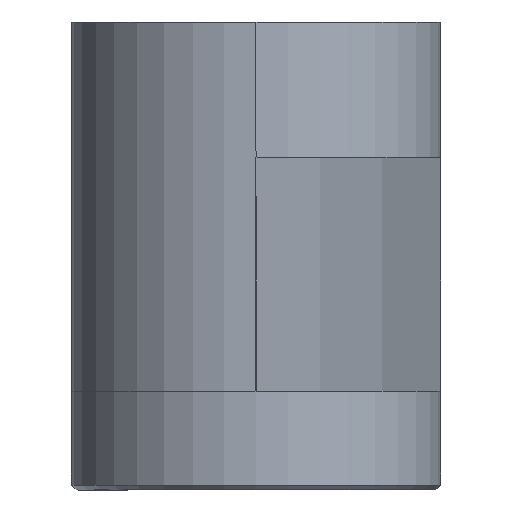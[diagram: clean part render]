
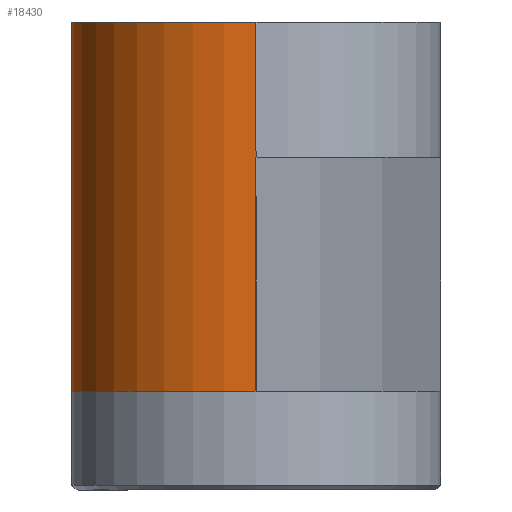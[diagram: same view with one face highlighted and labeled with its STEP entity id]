
A CAD part, left-side view. The second image highlights one B-rep face of the part: STEP entity #18430.
In plain terms, the highlighted cylindrical face has radius 7.5 mm (diameter 15 mm), a partial arc.
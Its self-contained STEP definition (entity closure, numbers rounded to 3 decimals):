
#18184 = PLANE('',#18185);
#18185 = AXIS2_PLACEMENT_3D('',#18186,#18187,#18188);
#18186 = CARTESIAN_POINT('',(75.39,14.5,0.61));
#18187 = DIRECTION('',(0.,1.,0.));
#18188 = DIRECTION('',(0.,0.,1.));
#18242 = VERTEX_POINT('',#18243);
#18243 = CARTESIAN_POINT('',(68.5,14.5,0.));
#18244 = VERTEX_POINT('',#18245);
#18245 = CARTESIAN_POINT('',(76.,14.5,7.5));
#18260 = CYLINDRICAL_SURFACE('',#18261,7.5);
#18261 = AXIS2_PLACEMENT_3D('',#18262,#18263,#18264);
#18262 = CARTESIAN_POINT('',(76.,14.5,0.));
#18263 = DIRECTION('',(0.,1.,0.));
#18264 = DIRECTION('',(1.,0.,0.));
#18272 = EDGE_CURVE('',#18244,#18242,#18273,.T.);
#18273 = SURFACE_CURVE('',#18274,(#18279,#18286),.PCURVE_S1.);
#18274 = CIRCLE('',#18275,7.5);
#18275 = AXIS2_PLACEMENT_3D('',#18276,#18277,#18278);
#18276 = CARTESIAN_POINT('',(76.,14.5,0.));
#18277 = DIRECTION('',(0.,1.,0.));
#18278 = DIRECTION('',(1.,0.,0.));
#18279 = PCURVE('',#18184,#18280);
#18280 = DEFINITIONAL_REPRESENTATION('',(#18281),#18285);
#18281 = CIRCLE('',#18282,7.5);
#18282 = AXIS2_PLACEMENT_2D('',#18283,#18284);
#18283 = CARTESIAN_POINT('',(-0.61,0.61));
#18284 = DIRECTION('',(0.,1.));
#18285 = ( GEOMETRIC_REPRESENTATION_CONTEXT(2) 
PARAMETRIC_REPRESENTATION_CONTEXT() REPRESENTATION_CONTEXT('2D SPACE',''
  ) );
#18286 = PCURVE('',#18287,#18292);
#18287 = CYLINDRICAL_SURFACE('',#18288,7.5);
#18288 = AXIS2_PLACEMENT_3D('',#18289,#18290,#18291);
#18289 = CARTESIAN_POINT('',(76.,-0.5,0.));
#18290 = DIRECTION('',(0.,-1.,0.));
#18291 = DIRECTION('',(1.,0.,0.));
#18292 = DEFINITIONAL_REPRESENTATION('',(#18293),#18297);
#18293 = LINE('',#18294,#18295);
#18294 = CARTESIAN_POINT('',(-0.,-15.));
#18295 = VECTOR('',#18296,1.);
#18296 = DIRECTION('',(-1.,0.));
#18297 = ( GEOMETRIC_REPRESENTATION_CONTEXT(2) 
PARAMETRIC_REPRESENTATION_CONTEXT() REPRESENTATION_CONTEXT('2D SPACE',''
  ) );
#18358 = EDGE_CURVE('',#18359,#18242,#18361,.T.);
#18359 = VERTEX_POINT('',#18360);
#18360 = CARTESIAN_POINT('',(68.5,9.,0.));
#18361 = SURFACE_CURVE('',#18362,(#18366,#18373),.PCURVE_S1.);
#18362 = LINE('',#18363,#18364);
#18363 = CARTESIAN_POINT('',(68.5,-0.5,0.));
#18364 = VECTOR('',#18365,1.);
#18365 = DIRECTION('',(0.,1.,0.));
#18366 = PCURVE('',#18260,#18367);
#18367 = DEFINITIONAL_REPRESENTATION('',(#18368),#18372);
#18368 = LINE('',#18369,#18370);
#18369 = CARTESIAN_POINT('',(3.142,-15.));
#18370 = VECTOR('',#18371,1.);
#18371 = DIRECTION('',(-0.,1.));
#18372 = ( GEOMETRIC_REPRESENTATION_CONTEXT(2) 
PARAMETRIC_REPRESENTATION_CONTEXT() REPRESENTATION_CONTEXT('2D SPACE',''
  ) );
#18373 = PCURVE('',#18287,#18374);
#18374 = DEFINITIONAL_REPRESENTATION('',(#18375),#18379);
#18375 = LINE('',#18376,#18377);
#18376 = CARTESIAN_POINT('',(-9.425,0.));
#18377 = VECTOR('',#18378,1.);
#18378 = DIRECTION('',(-0.,-1.));
#18379 = ( GEOMETRIC_REPRESENTATION_CONTEXT(2) 
PARAMETRIC_REPRESENTATION_CONTEXT() REPRESENTATION_CONTEXT('2D SPACE',''
  ) );
#18382 = VERTEX_POINT('',#18383);
#18383 = CARTESIAN_POINT('',(76.,9.,7.5));
#18410 = EDGE_CURVE('',#18382,#18244,#18411,.T.);
#18411 = SURFACE_CURVE('',#18412,(#18416,#18423),.PCURVE_S1.);
#18412 = LINE('',#18413,#18414);
#18413 = CARTESIAN_POINT('',(76.,-0.5,7.5));
#18414 = VECTOR('',#18415,1.);
#18415 = DIRECTION('',(0.,1.,0.));
#18416 = PCURVE('',#18260,#18417);
#18417 = DEFINITIONAL_REPRESENTATION('',(#18418),#18422);
#18418 = LINE('',#18419,#18420);
#18419 = CARTESIAN_POINT('',(4.712,-15.));
#18420 = VECTOR('',#18421,1.);
#18421 = DIRECTION('',(-0.,1.));
#18422 = ( GEOMETRIC_REPRESENTATION_CONTEXT(2) 
PARAMETRIC_REPRESENTATION_CONTEXT() REPRESENTATION_CONTEXT('2D SPACE',''
  ) );
#18423 = PCURVE('',#18287,#18424);
#18424 = DEFINITIONAL_REPRESENTATION('',(#18425),#18429);
#18425 = LINE('',#18426,#18427);
#18426 = CARTESIAN_POINT('',(-4.712,0.));
#18427 = VECTOR('',#18428,1.);
#18428 = DIRECTION('',(-0.,-1.));
#18429 = ( GEOMETRIC_REPRESENTATION_CONTEXT(2) 
PARAMETRIC_REPRESENTATION_CONTEXT() REPRESENTATION_CONTEXT('2D SPACE',''
  ) );
#18430 = ADVANCED_FACE('',(#18431),#18287,.T.);
#18431 = FACE_BOUND('',#18432,.F.);
#18432 = EDGE_LOOP('',(#18433,#18461,#18462,#18463,#18464,#18492,#18521)
  );
#18433 = ORIENTED_EDGE('',*,*,#18434,.T.);
#18434 = EDGE_CURVE('',#18435,#18382,#18437,.T.);
#18435 = VERTEX_POINT('',#18436);
#18436 = CARTESIAN_POINT('',(76.,-0.5,7.5));
#18437 = SURFACE_CURVE('',#18438,(#18442,#18449),.PCURVE_S1.);
#18438 = LINE('',#18439,#18440);
#18439 = CARTESIAN_POINT('',(76.,-0.5,7.5));
#18440 = VECTOR('',#18441,1.);
#18441 = DIRECTION('',(0.,1.,0.));
#18442 = PCURVE('',#18287,#18443);
#18443 = DEFINITIONAL_REPRESENTATION('',(#18444),#18448);
#18444 = LINE('',#18445,#18446);
#18445 = CARTESIAN_POINT('',(-4.712,0.));
#18446 = VECTOR('',#18447,1.);
#18447 = DIRECTION('',(-0.,-1.));
#18448 = ( GEOMETRIC_REPRESENTATION_CONTEXT(2) 
PARAMETRIC_REPRESENTATION_CONTEXT() REPRESENTATION_CONTEXT('2D SPACE',''
  ) );
#18449 = PCURVE('',#18450,#18455);
#18450 = PLANE('',#18451);
#18451 = AXIS2_PLACEMENT_3D('',#18452,#18453,#18454);
#18452 = CARTESIAN_POINT('',(68.5,-0.5,7.5));
#18453 = DIRECTION('',(0.,0.,-1.));
#18454 = DIRECTION('',(1.,0.,0.));
#18455 = DEFINITIONAL_REPRESENTATION('',(#18456),#18460);
#18456 = LINE('',#18457,#18458);
#18457 = CARTESIAN_POINT('',(7.5,0.));
#18458 = VECTOR('',#18459,1.);
#18459 = DIRECTION('',(0.,-1.));
#18460 = ( GEOMETRIC_REPRESENTATION_CONTEXT(2) 
PARAMETRIC_REPRESENTATION_CONTEXT() REPRESENTATION_CONTEXT('2D SPACE',''
  ) );
#18461 = ORIENTED_EDGE('',*,*,#18410,.T.);
#18462 = ORIENTED_EDGE('',*,*,#18272,.T.);
#18463 = ORIENTED_EDGE('',*,*,#18358,.F.);
#18464 = ORIENTED_EDGE('',*,*,#18465,.F.);
#18465 = EDGE_CURVE('',#18466,#18359,#18468,.T.);
#18466 = VERTEX_POINT('',#18467);
#18467 = CARTESIAN_POINT('',(68.5,-0.5,0.));
#18468 = SURFACE_CURVE('',#18469,(#18473,#18480),.PCURVE_S1.);
#18469 = LINE('',#18470,#18471);
#18470 = CARTESIAN_POINT('',(68.5,-0.5,0.));
#18471 = VECTOR('',#18472,1.);
#18472 = DIRECTION('',(0.,1.,0.));
#18473 = PCURVE('',#18287,#18474);
#18474 = DEFINITIONAL_REPRESENTATION('',(#18475),#18479);
#18475 = LINE('',#18476,#18477);
#18476 = CARTESIAN_POINT('',(-9.425,0.));
#18477 = VECTOR('',#18478,1.);
#18478 = DIRECTION('',(-0.,-1.));
#18479 = ( GEOMETRIC_REPRESENTATION_CONTEXT(2) 
PARAMETRIC_REPRESENTATION_CONTEXT() REPRESENTATION_CONTEXT('2D SPACE',''
  ) );
#18480 = PCURVE('',#18481,#18486);
#18481 = PLANE('',#18482);
#18482 = AXIS2_PLACEMENT_3D('',#18483,#18484,#18485);
#18483 = CARTESIAN_POINT('',(68.5,-0.5,0.));
#18484 = DIRECTION('',(0.,0.,1.));
#18485 = DIRECTION('',(-1.,0.,0.));
#18486 = DEFINITIONAL_REPRESENTATION('',(#18487),#18491);
#18487 = LINE('',#18488,#18489);
#18488 = CARTESIAN_POINT('',(0.,0.));
#18489 = VECTOR('',#18490,1.);
#18490 = DIRECTION('',(0.,-1.));
#18491 = ( GEOMETRIC_REPRESENTATION_CONTEXT(2) 
PARAMETRIC_REPRESENTATION_CONTEXT() REPRESENTATION_CONTEXT('2D SPACE',''
  ) );
#18492 = ORIENTED_EDGE('',*,*,#18493,.F.);
#18493 = EDGE_CURVE('',#18494,#18466,#18496,.T.);
#18494 = VERTEX_POINT('',#18495);
#18495 = CARTESIAN_POINT('',(76.,-0.5,-7.5));
#18496 = SURFACE_CURVE('',#18497,(#18502,#18509),.PCURVE_S1.);
#18497 = CIRCLE('',#18498,7.5);
#18498 = AXIS2_PLACEMENT_3D('',#18499,#18500,#18501);
#18499 = CARTESIAN_POINT('',(76.,-0.5,0.));
#18500 = DIRECTION('',(0.,1.,0.));
#18501 = DIRECTION('',(1.,0.,0.));
#18502 = PCURVE('',#18287,#18503);
#18503 = DEFINITIONAL_REPRESENTATION('',(#18504),#18508);
#18504 = LINE('',#18505,#18506);
#18505 = CARTESIAN_POINT('',(-0.,0.));
#18506 = VECTOR('',#18507,1.);
#18507 = DIRECTION('',(-1.,0.));
#18508 = ( GEOMETRIC_REPRESENTATION_CONTEXT(2) 
PARAMETRIC_REPRESENTATION_CONTEXT() REPRESENTATION_CONTEXT('2D SPACE',''
  ) );
#18509 = PCURVE('',#18510,#18515);
#18510 = PLANE('',#18511);
#18511 = AXIS2_PLACEMENT_3D('',#18512,#18513,#18514);
#18512 = CARTESIAN_POINT('',(38.,-0.5,0.));
#18513 = DIRECTION('',(0.,1.,0.));
#18514 = DIRECTION('',(0.,0.,1.));
#18515 = DEFINITIONAL_REPRESENTATION('',(#18516),#18520);
#18516 = CIRCLE('',#18517,7.5);
#18517 = AXIS2_PLACEMENT_2D('',#18518,#18519);
#18518 = CARTESIAN_POINT('',(0.,38.));
#18519 = DIRECTION('',(0.,1.));
#18520 = ( GEOMETRIC_REPRESENTATION_CONTEXT(2) 
PARAMETRIC_REPRESENTATION_CONTEXT() REPRESENTATION_CONTEXT('2D SPACE',''
  ) );
#18521 = ORIENTED_EDGE('',*,*,#18522,.T.);
#18522 = EDGE_CURVE('',#18494,#18435,#18523,.T.);
#18523 = SURFACE_CURVE('',#18524,(#18529,#18536),.PCURVE_S1.);
#18524 = CIRCLE('',#18525,7.5);
#18525 = AXIS2_PLACEMENT_3D('',#18526,#18527,#18528);
#18526 = CARTESIAN_POINT('',(76.,-0.5,0.));
#18527 = DIRECTION('',(0.,-1.,0.));
#18528 = DIRECTION('',(1.,0.,0.));
#18529 = PCURVE('',#18287,#18530);
#18530 = DEFINITIONAL_REPRESENTATION('',(#18531),#18535);
#18531 = LINE('',#18532,#18533);
#18532 = CARTESIAN_POINT('',(-12.566,0.));
#18533 = VECTOR('',#18534,1.);
#18534 = DIRECTION('',(1.,-0.));
#18535 = ( GEOMETRIC_REPRESENTATION_CONTEXT(2) 
PARAMETRIC_REPRESENTATION_CONTEXT() REPRESENTATION_CONTEXT('2D SPACE',''
  ) );
#18536 = PCURVE('',#18537,#18542);
#18537 = CYLINDRICAL_SURFACE('',#18538,7.5);
#18538 = AXIS2_PLACEMENT_3D('',#18539,#18540,#18541);
#18539 = CARTESIAN_POINT('',(76.,-0.5,0.));
#18540 = DIRECTION('',(0.,1.,0.));
#18541 = DIRECTION('',(1.,0.,0.));
#18542 = DEFINITIONAL_REPRESENTATION('',(#18543),#18547);
#18543 = LINE('',#18544,#18545);
#18544 = CARTESIAN_POINT('',(-0.,0.));
#18545 = VECTOR('',#18546,1.);
#18546 = DIRECTION('',(-1.,0.));
#18547 = ( GEOMETRIC_REPRESENTATION_CONTEXT(2) 
PARAMETRIC_REPRESENTATION_CONTEXT() REPRESENTATION_CONTEXT('2D SPACE',''
  ) );
